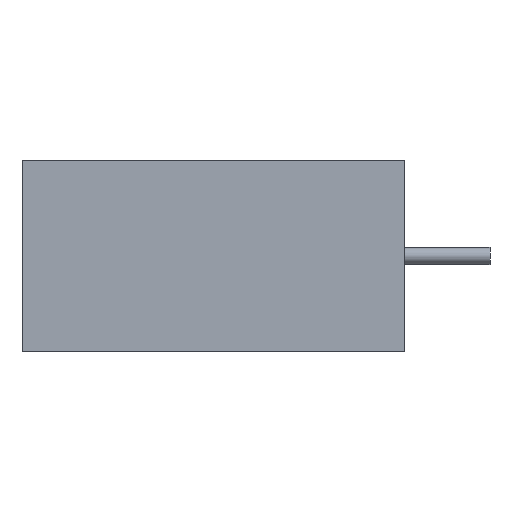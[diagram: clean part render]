
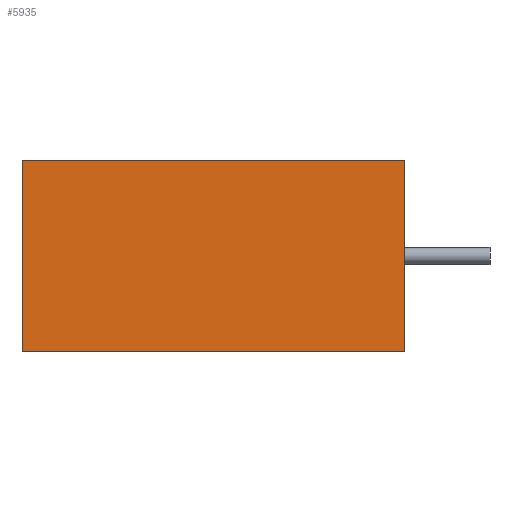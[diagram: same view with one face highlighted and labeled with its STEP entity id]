
A CAD part, left-side view. The second image highlights one B-rep face of the part: STEP entity #5935.
In plain terms, the highlighted planar face has unit normal (-1, 0, 0).
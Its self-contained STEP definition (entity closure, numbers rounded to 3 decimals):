
#552=ORIENTED_EDGE('',*,*,#1711,.T.);
#553=ORIENTED_EDGE('',*,*,#1733,.F.);
#554=ORIENTED_EDGE('',*,*,#1706,.F.);
#555=ORIENTED_EDGE('',*,*,#1734,.T.);
#1706=EDGE_CURVE('',#2305,#2306,#2676,.T.);
#1711=EDGE_CURVE('',#2311,#2310,#2681,.T.);
#1733=EDGE_CURVE('',#2306,#2310,#2703,.T.);
#1734=EDGE_CURVE('',#2305,#2311,#2704,.T.);
#2305=VERTEX_POINT('',#8230);
#2306=VERTEX_POINT('',#8232);
#2310=VERTEX_POINT('',#8241);
#2311=VERTEX_POINT('',#8243);
#2676=LINE('',#8231,#3063);
#2681=LINE('',#8242,#3068);
#2703=LINE('',#8282,#3090);
#2704=LINE('',#8284,#3091);
#3063=VECTOR('',#6585,1000.);
#3068=VECTOR('',#6592,1000.);
#3090=VECTOR('',#6620,1000.);
#3091=VECTOR('',#6623,1000.);
#3355=EDGE_LOOP('',(#552,#553,#554,#555));
#3669=FACE_BOUND('',#3355,.T.);
#3944=PLANE('',#6208);
#5935=ADVANCED_FACE('',(#3669),#3944,.F.);
#6208=AXIS2_PLACEMENT_3D('',#8283,#6621,#6622);
#6585=DIRECTION('',(0.,-1.,0.));
#6592=DIRECTION('',(0.,-1.,0.));
#6620=DIRECTION('',(0.,0.,-1.));
#6621=DIRECTION('',(1.,0.,0.));
#6622=DIRECTION('',(0.,0.,-1.));
#6623=DIRECTION('',(0.,0.,-1.));
#8230=CARTESIAN_POINT('',(-16.,9.,4.5));
#8231=CARTESIAN_POINT('',(-16.,9.,4.5));
#8232=CARTESIAN_POINT('',(-16.,-9.,4.5));
#8241=CARTESIAN_POINT('',(-16.,-9.,-4.5));
#8242=CARTESIAN_POINT('',(-16.,9.,-4.5));
#8243=CARTESIAN_POINT('',(-16.,9.,-4.5));
#8282=CARTESIAN_POINT('',(-16.,-9.,4.5));
#8283=CARTESIAN_POINT('',(-16.,9.,4.5));
#8284=CARTESIAN_POINT('',(-16.,9.,4.5));
